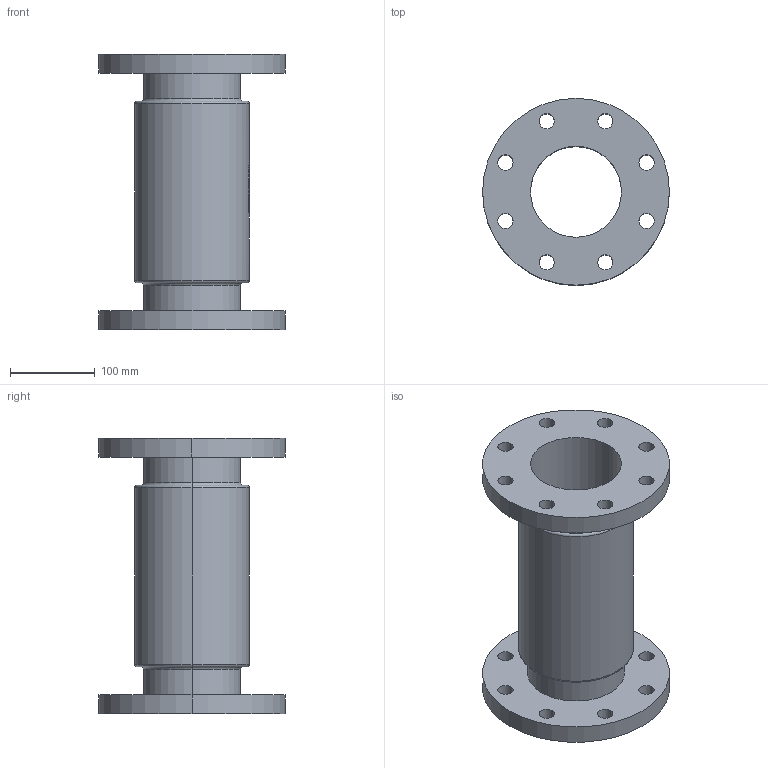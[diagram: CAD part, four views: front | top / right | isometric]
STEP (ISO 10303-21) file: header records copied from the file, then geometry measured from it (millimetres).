
FILE_DESCRIPTION (( 'STEP AP214' ), '1' );
FILE_NAME ('7120000_DN100_PN16_51420267.STEP', '2022-02-17T11:04:57', ( 'axxx' ), ( 'Hewlett-Packard Company' ), 'SwSTEP 2.0', 'SolidWorks 2019', '' );
FILE_SCHEMA (( 'AUTOMOTIVE_DESIGN' ));
Length unit declared in the file: millimetre
Products named in the file (1): 7120000_DN100_PN16_51420267
Bounding box: 220 x 220 x 324 mm (x, y, z)
Volume: 2398919.1 mm3; surface area: 388228.3 mm2
Topology: 1 solids, 1 shells, 538 faces, 1450 edges, 964 vertices
Faces by surface type: plane 246, bspline 209, cylinder 75, torus 8
Entity records: 29154 total; most frequent: CARTESIAN_POINT 17028, ORIENTED_EDGE 2900, DIRECTION 1784, EDGE_CURVE 1450, VERTEX_POINT 964, VECTOR 766, LINE 766, EDGE_LOOP 622
